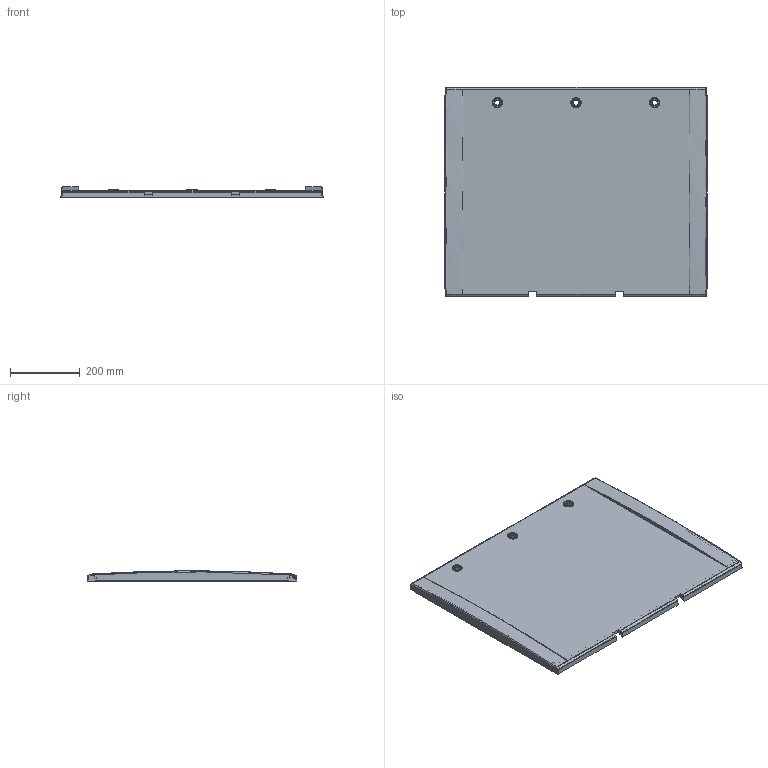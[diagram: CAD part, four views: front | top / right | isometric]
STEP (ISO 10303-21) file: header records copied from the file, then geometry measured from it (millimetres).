
FILE_DESCRIPTION(('FreeCAD Model'),'2;1');
FILE_NAME('Open CASCADE Shape Model','2022-11-04T20:50:01',('Author'),( ''),'Open CASCADE STEP processor 7.5','FreeCAD','Unknown');
FILE_SCHEMA(('AUTOMOTIVE_DESIGN { 1 0 10303 214 1 1 1 1 }'));
Length unit declared in the file: millimetre
Products named in the file (3): Unnamed2; Mehm216C69DFjlfs004; Mehm216C69DFjlfs032
Assembly tree (3 placements, depth 3):
  Unnamed2
    Mehm216C69DFjlfs004
    Mehm216C69DFjlfs032
      Mehm216C69DFjlfs004
Bounding box: 749.99 x 599.99 x 29.18 mm (x, y, z)
Volume: 4668347.3 mm3; surface area: 2234325.9 mm2
Topology: 2 solids, 2 shells, 1100 faces, 3096 edges, 1998 vertices
Faces by surface type: plane 646, cylinder 254, cone 100, bspline 72, sphere 16, torus 12
Full cylindrical faces by diameter (mm): 3 x4, 5 x16, 8 x8, 10 x4, 29.3 x6
Entity records: 18770 total; most frequent: CARTESIAN_POINT 4752, ORIENTED_EDGE 3064, DIRECTION 2788, EDGE_CURVE 1532, VERTEX_POINT 999, AXIS2_PLACEMENT_3D 975, LINE 838, VECTOR 838
